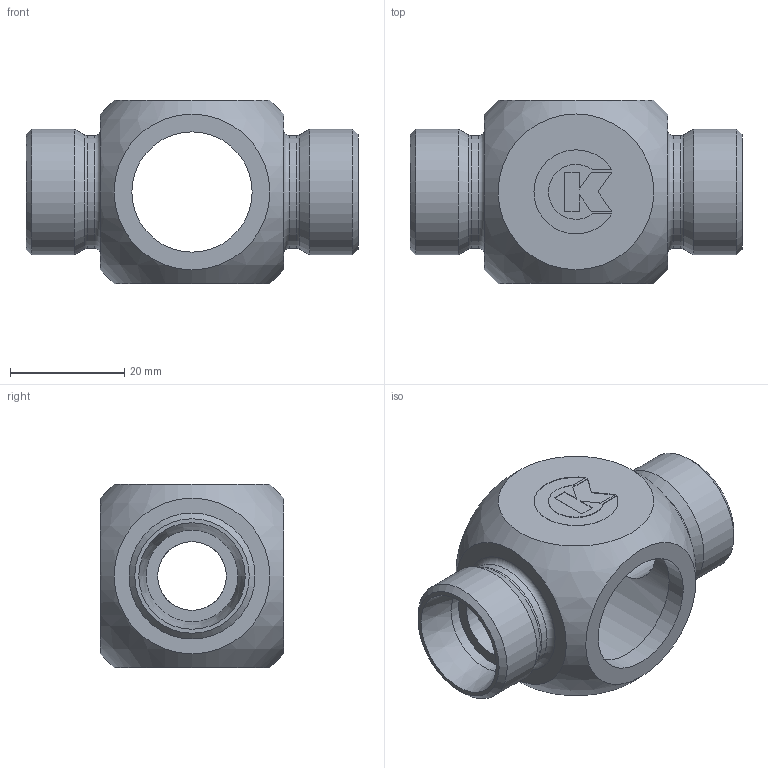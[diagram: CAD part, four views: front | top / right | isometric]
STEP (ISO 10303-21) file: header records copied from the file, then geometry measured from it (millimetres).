
FILE_DESCRIPTION((''),'2;1');
FILE_NAME('74764216.stp','2014-10-24T15:58:06',(''),('KNOMI spol. s r. o.'),'Autodesk Inventor 2012','Autodesk Inventor 2012','');
FILE_SCHEMA(('AUTOMOTIVE_DESIGN { 1 2 10303 214 0 1 1 1 }'));
Length unit declared in the file: millimetre
Products named in the file (1): Oko T st.příp.kuž.M22 Tr16
Bounding box: 58 x 32 x 32 mm (x, y, z)
Volume: 16802.2 mm3; surface area: 10214.5 mm2
Topology: 1 solids, 1 shells, 81 faces, 193 edges, 128 vertices
Faces by surface type: plane 54, cylinder 16, cone 6, torus 4, sphere 1
Full cylindrical faces by diameter (mm): 12 x2, 16 x2, 19.7 x2, 21 x2, 22 x2, 27 x1
Entity records: 2208 total; most frequent: CARTESIAN_POINT 420, DIRECTION 368, ORIENTED_EDGE 312, EDGE_CURVE 156, AXIS2_PLACEMENT_3D 132, EDGE_LOOP 126, VERTEX_POINT 116, VECTOR 104
